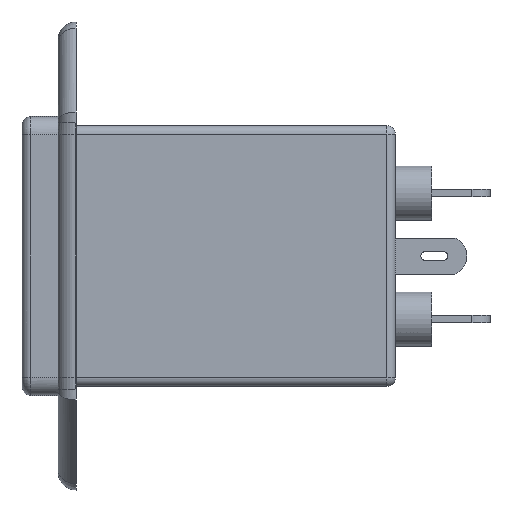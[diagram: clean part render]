
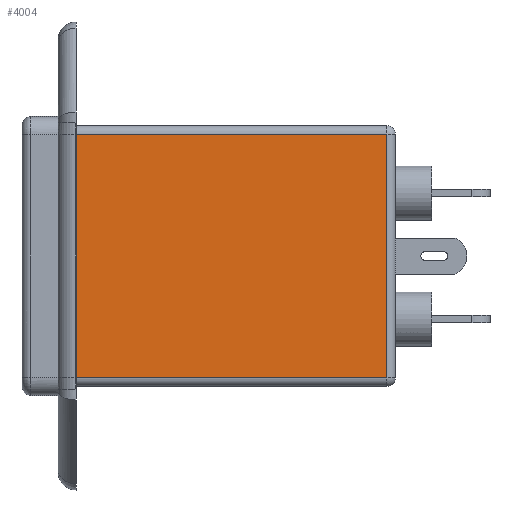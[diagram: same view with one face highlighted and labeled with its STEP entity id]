
A CAD part, front view. The second image highlights one B-rep face of the part: STEP entity #4004.
In plain terms, the highlighted planar face has unit normal (0, -1, 0).
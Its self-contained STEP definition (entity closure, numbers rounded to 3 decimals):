
#75 = EDGE_CURVE ( 'NONE', #4479, #524, #3520, .T. ) ;
#169 = CARTESIAN_POINT ( 'NONE',  ( 41.5, -22.5, 29. ) ) ;
#256 = DIRECTION ( 'NONE',  ( 0., 0., 1. ) ) ;
#524 = VERTEX_POINT ( 'NONE', #555 ) ;
#555 = CARTESIAN_POINT ( 'NONE',  ( 6., -22.5, 2. ) ) ;
#722 = ORIENTED_EDGE ( 'NONE', *, *, #4414, .T. ) ;
#1403 = VECTOR ( 'NONE', #1420, 1000. ) ;
#1420 = DIRECTION ( 'NONE',  ( -1., 0., 0. ) ) ;
#1447 = VECTOR ( 'NONE', #1820, 1000. ) ;
#1744 = CARTESIAN_POINT ( 'NONE',  ( 6., -22.5, 30. ) ) ;
#1820 = DIRECTION ( 'NONE',  ( 0., 0., -1. ) ) ;
#1859 = LINE ( 'NONE', #6904, #4975 ) ;
#2163 = CARTESIAN_POINT ( 'NONE',  ( 6., -22.5, 29. ) ) ;
#2501 = DIRECTION ( 'NONE',  ( 0., 1., 0. ) ) ;
#2698 = EDGE_CURVE ( 'NONE', #524, #3158, #7049, .T. ) ;
#3158 = VERTEX_POINT ( 'NONE', #5962 ) ;
#3201 = AXIS2_PLACEMENT_3D ( 'NONE', #3646, #2501, #3718 ) ;
#3354 = CARTESIAN_POINT ( 'NONE',  ( 41.5, -22.5, 2. ) ) ;
#3520 = LINE ( 'NONE', #1744, #1447 ) ;
#3523 = EDGE_CURVE ( 'NONE', #3158, #6153, #1859, .T. ) ;
#3646 = CARTESIAN_POINT ( 'NONE',  ( 41.5, -22.5, 30. ) ) ;
#3696 = PLANE ( 'NONE',  #3201 ) ;
#3715 = EDGE_LOOP ( 'NONE', ( #4350, #4507, #5615, #722 ) ) ;
#3718 = DIRECTION ( 'NONE',  ( 0., 0., 1. ) ) ;
#3909 = FACE_OUTER_BOUND ( 'NONE', #3715, .T. ) ;
#4004 = ADVANCED_FACE ( 'NONE', ( #3909 ), #3696, .F. ) ;
#4073 = CARTESIAN_POINT ( 'NONE',  ( 40.5, -22.5, 29. ) ) ;
#4350 = ORIENTED_EDGE ( 'NONE', *, *, #75, .T. ) ;
#4414 = EDGE_CURVE ( 'NONE', #6153, #4479, #5208, .T. ) ;
#4479 = VERTEX_POINT ( 'NONE', #2163 ) ;
#4507 = ORIENTED_EDGE ( 'NONE', *, *, #2698, .T. ) ;
#4975 = VECTOR ( 'NONE', #256, 1000. ) ;
#5208 = LINE ( 'NONE', #169, #1403 ) ;
#5615 = ORIENTED_EDGE ( 'NONE', *, *, #3523, .T. ) ;
#5962 = CARTESIAN_POINT ( 'NONE',  ( 40.5, -22.5, 2. ) ) ;
#6153 = VERTEX_POINT ( 'NONE', #4073 ) ;
#6663 = VECTOR ( 'NONE', #6857, 1000. ) ;
#6857 = DIRECTION ( 'NONE',  ( 1., 0., 0. ) ) ;
#6904 = CARTESIAN_POINT ( 'NONE',  ( 40.5, -22.5, 30. ) ) ;
#7049 = LINE ( 'NONE', #3354, #6663 ) ;
